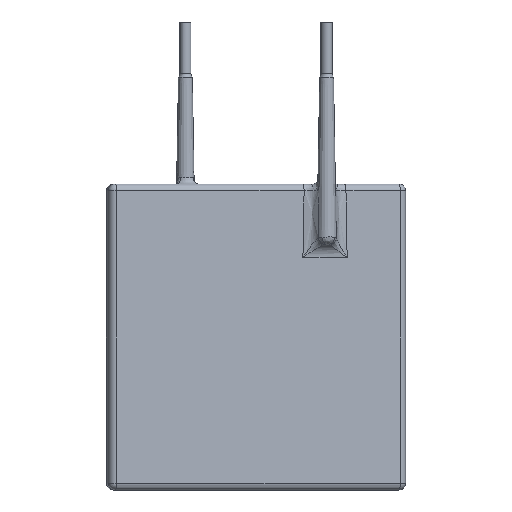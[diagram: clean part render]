
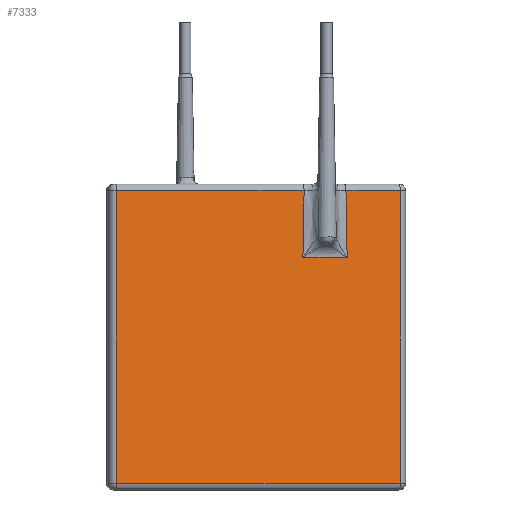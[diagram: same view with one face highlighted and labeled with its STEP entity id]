
A CAD part, front view. The second image highlights one B-rep face of the part: STEP entity #7333.
In plain terms, the highlighted planar face has unit normal (0.24, -0.971, 0).
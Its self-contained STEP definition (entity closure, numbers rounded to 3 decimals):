
#9 = DIRECTION ( 'NONE',  ( 0., 0., 1. ) ) ;
#157 = EDGE_CURVE ( 'NONE', #5748, #4350, #5670, .T. ) ;
#234 = CARTESIAN_POINT ( 'NONE',  ( 3.474, 0.087, -8.2 ) ) ;
#280 = B_SPLINE_CURVE_WITH_KNOTS ( 'NONE', 3,
 ( #5897, #5274, #2708, #2115, #5356, #2154, #234 ),
 .UNSPECIFIED., .F., .F.,
 ( 4, 3, 4 ),
 ( 0., 0.003, 0.005 ),
 .UNSPECIFIED. ) ;
#334 = DIRECTION ( 'NONE',  ( 0.24, -0.971, 0. ) ) ;
#422 = CARTESIAN_POINT ( 'NONE',  ( -10.061, -3.262, -8.2 ) ) ;
#645 = CARTESIAN_POINT ( 'NONE',  ( -10.546, -3.383, -13. ) ) ;
#738 = VECTOR ( 'NONE', #7503, 1000. ) ;
#929 = CARTESIAN_POINT ( 'NONE',  ( 6.497, 0.835, -8.2 ) ) ;
#961 = VECTOR ( 'NONE', #5724, 1000. ) ;
#1025 = AXIS2_PLACEMENT_3D ( 'NONE', #2971, #334, #6703 ) ;
#1027 = ORIENTED_EDGE ( 'NONE', *, *, #157, .T. ) ;
#1226 = CARTESIAN_POINT ( 'NONE',  ( 3.389, 0.066, -13. ) ) ;
#1321 = ORIENTED_EDGE ( 'NONE', *, *, #3261, .T. ) ;
#1360 = CARTESIAN_POINT ( 'NONE',  ( 6.497, 0.835, -8.2 ) ) ;
#1477 = CARTESIAN_POINT ( 'NONE',  ( -10.061, -3.262, -29.8 ) ) ;
#1485 = ORIENTED_EDGE ( 'NONE', *, *, #2273, .T. ) ;
#1608 = ORIENTED_EDGE ( 'NONE', *, *, #4646, .T. ) ;
#1726 = DIRECTION ( 'NONE',  ( 0.971, 0.24, 0. ) ) ;
#2012 = CARTESIAN_POINT ( 'NONE',  ( 10.421, 1.806, -29.3 ) ) ;
#2115 = CARTESIAN_POINT ( 'NONE',  ( 3.45, 0.081, -9.546 ) ) ;
#2154 = CARTESIAN_POINT ( 'NONE',  ( 3.466, 0.085, -8.649 ) ) ;
#2214 = PLANE ( 'NONE',  #1025 ) ;
#2273 = EDGE_CURVE ( 'NONE', #4973, #3769, #2605, .T. ) ;
#2365 = VERTEX_POINT ( 'NONE', #2012 ) ;
#2514 = ORIENTED_EDGE ( 'NONE', *, *, #4837, .T. ) ;
#2605 = LINE ( 'NONE', #645, #961 ) ;
#2680 = CARTESIAN_POINT ( 'NONE',  ( -10.061, -3.262, -29.3 ) ) ;
#2708 = CARTESIAN_POINT ( 'NONE',  ( 3.43, 0.076, -10.697 ) ) ;
#2847 = CARTESIAN_POINT ( 'NONE',  ( 6.571, 0.854, -12.323 ) ) ;
#2971 = CARTESIAN_POINT ( 'NONE',  ( -10.546, -3.383, -29.8 ) ) ;
#3007 = EDGE_CURVE ( 'NONE', #4350, #4973, #4318, .T. ) ;
#3101 = VERTEX_POINT ( 'NONE', #422 ) ;
#3261 = EDGE_CURVE ( 'NONE', #4863, #3101, #6422, .T. ) ;
#3604 = CARTESIAN_POINT ( 'NONE',  ( 6.514, 0.839, -9.123 ) ) ;
#3628 = CARTESIAN_POINT ( 'NONE',  ( 10.421, 1.806, -8.2 ) ) ;
#3643 = CARTESIAN_POINT ( 'NONE',  ( 3.474, 0.087, -8.2 ) ) ;
#3769 = VERTEX_POINT ( 'NONE', #1226 ) ;
#4067 = ORIENTED_EDGE ( 'NONE', *, *, #7238, .T. ) ;
#4318 = B_SPLINE_CURVE_WITH_KNOTS ( 'NONE', 3,
 ( #929, #3604, #6006, #7916, #6046, #2847, #5337 ),
 .UNSPECIFIED., .F., .F.,
 ( 4, 3, 4 ),
 ( 0.001, 0.003, 0.005 ),
 .UNSPECIFIED. ) ;
#4350 = VERTEX_POINT ( 'NONE', #1360 ) ;
#4416 = CARTESIAN_POINT ( 'NONE',  ( -10.546, -3.383, -8.2 ) ) ;
#4581 = CARTESIAN_POINT ( 'NONE',  ( 10.421, 1.806, -29.8 ) ) ;
#4646 = EDGE_CURVE ( 'NONE', #2365, #5748, #8266, .T. ) ;
#4741 = VECTOR ( 'NONE', #9, 1000. ) ;
#4743 = VECTOR ( 'NONE', #7826, 1000. ) ;
#4837 = EDGE_CURVE ( 'NONE', #8190, #2365, #4957, .T. ) ;
#4863 = VERTEX_POINT ( 'NONE', #3643 ) ;
#4914 = FACE_OUTER_BOUND ( 'NONE', #8097, .T. ) ;
#4957 = LINE ( 'NONE', #7462, #7277 ) ;
#4973 = VERTEX_POINT ( 'NONE', #7918 ) ;
#5172 = LINE ( 'NONE', #1477, #5581 ) ;
#5274 = CARTESIAN_POINT ( 'NONE',  ( 3.409, 0.071, -11.849 ) ) ;
#5286 = CARTESIAN_POINT ( 'NONE',  ( -10.546, -3.383, -8.2 ) ) ;
#5337 = CARTESIAN_POINT ( 'NONE',  ( 6.583, 0.857, -13. ) ) ;
#5356 = CARTESIAN_POINT ( 'NONE',  ( 3.458, 0.083, -9.097 ) ) ;
#5581 = VECTOR ( 'NONE', #5954, 1000. ) ;
#5631 = ORIENTED_EDGE ( 'NONE', *, *, #3007, .T. ) ;
#5670 = LINE ( 'NONE', #4416, #738 ) ;
#5724 = DIRECTION ( 'NONE',  ( -0.971, -0.24, 0. ) ) ;
#5748 = VERTEX_POINT ( 'NONE', #3628 ) ;
#5897 = CARTESIAN_POINT ( 'NONE',  ( 3.389, 0.066, -13. ) ) ;
#5954 = DIRECTION ( 'NONE',  ( 0., 0., -1. ) ) ;
#6006 = CARTESIAN_POINT ( 'NONE',  ( 6.53, 0.844, -10.046 ) ) ;
#6046 = CARTESIAN_POINT ( 'NONE',  ( 6.559, 0.851, -11.646 ) ) ;
#6422 = LINE ( 'NONE', #5286, #4743 ) ;
#6703 = DIRECTION ( 'NONE',  ( 0.971, 0.24, 0. ) ) ;
#7238 = EDGE_CURVE ( 'NONE', #3101, #8190, #5172, .T. ) ;
#7277 = VECTOR ( 'NONE', #1726, 1000. ) ;
#7333 = ADVANCED_FACE ( 'NONE', ( #4914 ), #2214, .T. ) ;
#7462 = CARTESIAN_POINT ( 'NONE',  ( 10.907, 1.927, -29.3 ) ) ;
#7499 = EDGE_CURVE ( 'NONE', #3769, #4863, #280, .T. ) ;
#7503 = DIRECTION ( 'NONE',  ( -0.971, -0.24, 0. ) ) ;
#7519 = ORIENTED_EDGE ( 'NONE', *, *, #7499, .T. ) ;
#7826 = DIRECTION ( 'NONE',  ( -0.971, -0.24, 0. ) ) ;
#7916 = CARTESIAN_POINT ( 'NONE',  ( 6.547, 0.848, -10.969 ) ) ;
#7918 = CARTESIAN_POINT ( 'NONE',  ( 6.583, 0.857, -13. ) ) ;
#8097 = EDGE_LOOP ( 'NONE', ( #1608, #1027, #5631, #1485, #7519, #1321, #4067, #2514 ) ) ;
#8190 = VERTEX_POINT ( 'NONE', #2680 ) ;
#8266 = LINE ( 'NONE', #4581, #4741 ) ;
